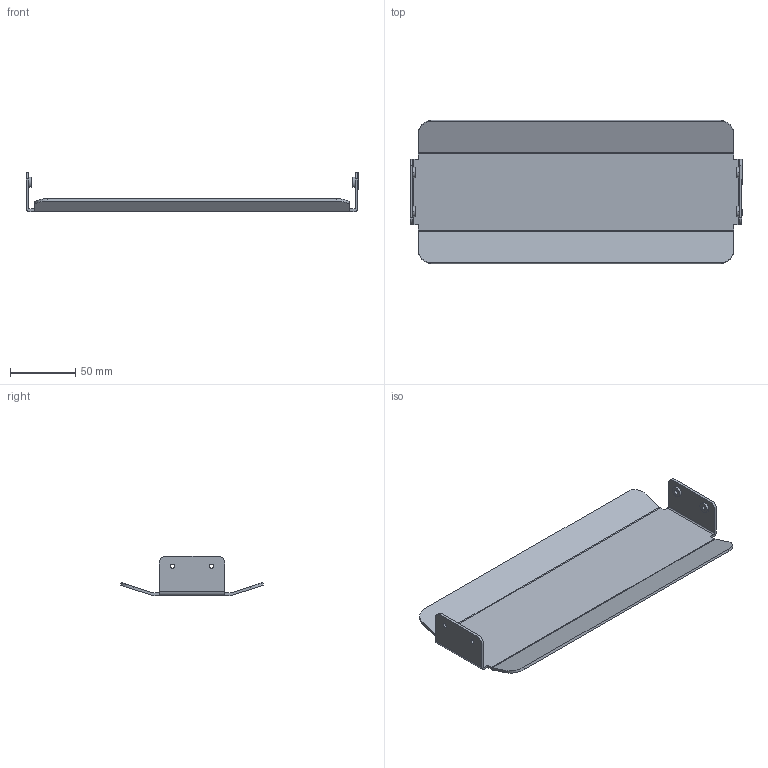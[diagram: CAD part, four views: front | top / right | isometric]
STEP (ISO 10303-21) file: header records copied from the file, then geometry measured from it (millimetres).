
FILE_DESCRIPTION (( 'STEP AP203' ), '1' );
FILE_NAME ('MS001-A.02.022JS.1.1MS001-A翋儂奻鍼踢.step', '2021-08-27T10:46:43', ( 'Windows User' ), ( 'P R C' ), 'SwSTEP 2.0', 'SolidWorks 2016', '' );
FILE_SCHEMA (( 'CONFIG_CONTROL_DESIGN' ));
Length unit declared in the file: millimetre
Products named in the file (1): MS001-A.02.022JS.1.1MS001-A翋儂奻鍼踢
Bounding box: 255 x 110 x 30 mm (x, y, z)
Volume: 60906 mm3; surface area: 62579.7 mm2
Topology: 1 solids, 1 shells, 58 faces, 156 edges, 104 vertices
Faces by surface type: cylinder 32, plane 26
Entity records: 1937 total; most frequent: DIRECTION 338, CARTESIAN_POINT 319, ORIENTED_EDGE 312, EDGE_CURVE 156, AXIS2_PLACEMENT_3D 123, VERTEX_POINT 104, LINE 92, VECTOR 92
